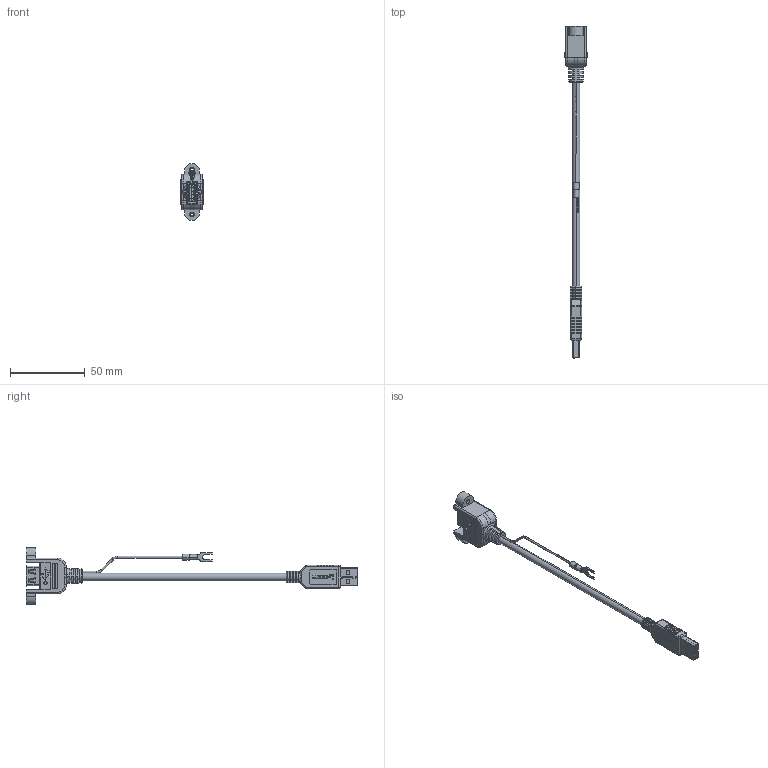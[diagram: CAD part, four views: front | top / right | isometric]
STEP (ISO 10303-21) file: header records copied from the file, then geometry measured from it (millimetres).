
FILE_DESCRIPTION (( 'STEP AP214' ), '1' );
FILE_NAME ('UPMAAGND.STEP', '2014-07-30T13:05:18', ( 'L-Com' ), ( 'L-Com Global Connectivity' ), 'SwSTEP 2.0', 'SolidWorks 2014', '' );
FILE_SCHEMA (( 'AUTOMOTIVE_DESIGN' ));
Length unit declared in the file: inch
Products named in the file (21): MTN-151_NEW LOGO; 1AA05-003_CRIMPED; 1AA05-003-MA5; 1AA05-003-MA4; 1AA05-003-MA3; 1AA05-003-MA2_CRIMPED; 1AA05-003-MA1; 22AWG GRN-YEL WIRE W. SPADE LUG END; 1AL08-098_6 INCH; 1AL11-212; #6 SPADE LUG___; UPMAAGND; #6 SPADE LUG-MA2___; #6 SPADE LUG-MA1___; MTN-873; 1AJ09-032_CRMN9 Screw; MTN-268; 1AA05-008(USB A TYPE FEMALE SOLDER TYPE); 3AB06-025_NEW LOGO
Assembly tree (24 placements, depth 4):
  UPMAAGND
    1AL08-098_6 INCH
    3AB06-025_NEW LOGO
      1AA05-003_CRIMPED
        1AA05-003-MA1
        1AA05-003-MA2_CRIMPED
        1AA05-003-MA3
        1AA05-003-MA4  x4
        1AA05-003-MA5
      MTN-151_NEW LOGO
    MTN-873
      MTN-873
      MTN-268
        MTN-268
        1AA05-008(USB A TYPE FEMALE SOLDER TYPE)
      1AJ09-032_CRMN9 Screw  x2
    22AWG GRN-YEL WIRE W. SPADE LUG END
      #6 SPADE LUG___
        #6 SPADE LUG-MA1___
        #6 SPADE LUG-MA2___
      1AL11-212
Bounding box: 14.8 x 221.3 x 38 mm (x, y, z)
Volume: 17279 mm3; surface area: 15526.6 mm2
Topology: 23 solids, 27 shells, 1936 faces, 5253 edges, 3392 vertices
Faces by surface type: plane 992, cylinder 573, bspline 264, torus 54, cone 31, sphere 22
Entity records: 60606 total; most frequent: CARTESIAN_POINT 17110, ORIENTED_EDGE 9260, DIRECTION 8086, EDGE_CURVE 4630, VERTEX_POINT 3008, LINE 2898, VECTOR 2898, AXIS2_PLACEMENT_3D 2594
